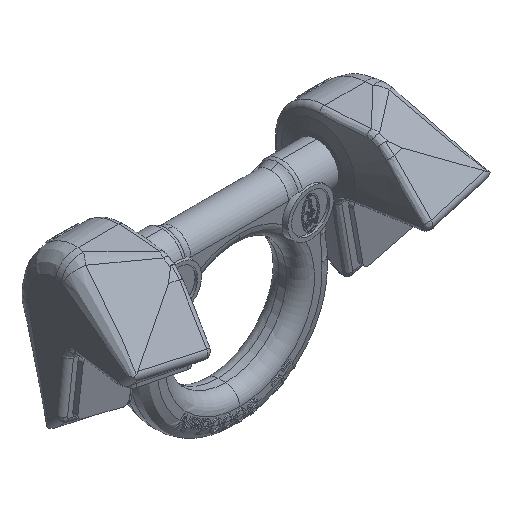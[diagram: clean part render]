
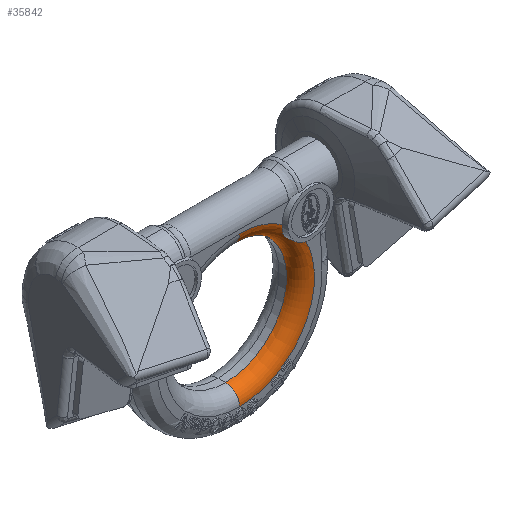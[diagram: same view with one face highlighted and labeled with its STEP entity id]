
A CAD part, isometric view. The second image highlights one B-rep face of the part: STEP entity #35842.
In plain terms, the highlighted toroidal (fillet/blend) face has major radius 29.5 mm and minor radius 5.5 mm.
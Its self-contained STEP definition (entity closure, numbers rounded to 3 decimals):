
#14290=CARTESIAN_POINT('',(-16.793,6.746,7.));
#14291=CARTESIAN_POINT('',(-16.803,7.103,7.));
#14292=CARTESIAN_POINT('',(-16.857,7.837,
6.956));
#14293=CARTESIAN_POINT('',(-17.093,9.044,
6.756));
#14294=CARTESIAN_POINT('',(-17.465,10.156,
6.501));
#14295=CARTESIAN_POINT('',(-17.923,11.121,
6.274));
#14296=CARTESIAN_POINT('',(-18.446,11.958,
6.115));
#14297=CARTESIAN_POINT('',(-19.027,12.693,
6.042));
#14298=CARTESIAN_POINT('',(-19.666,13.342,
6.061));
#14299=CARTESIAN_POINT('',(-20.349,13.901,
6.16));
#14300=CARTESIAN_POINT('',(-21.016,14.344,
6.302));
#14301=CARTESIAN_POINT('',(-21.635,14.685,
6.45));
#14302=CARTESIAN_POINT('',(-22.223,14.955,
6.591));
#14303=CARTESIAN_POINT('',(-22.797,15.174,
6.719));
#14304=CARTESIAN_POINT('',(-23.38,15.355,
6.832));
#14305=CARTESIAN_POINT('',(-23.979,15.501,
6.924));
#14306=CARTESIAN_POINT('',(-24.589,15.61,
6.985));
#14307=CARTESIAN_POINT('',(-25.001,15.658,7.));
#14308=CARTESIAN_POINT('',(-25.208,15.676,7.));
#14310=CARTESIAN_POINT('',(0.,31.,7.));
#14311=DIRECTION('',(0.,0.,-1.));
#14312=DIRECTION('',(-0.854,-0.519,0.));
#14313=AXIS2_PLACEMENT_3D('',#14310,#14311,#14312);
#14315=CARTESIAN_POINT('',(0.,31.,1.5));
#14316=DIRECTION('',(0.,0.,-1.));
#14317=DIRECTION('',(0.,-1.,0.));
#14318=AXIS2_PLACEMENT_3D('',#14315,#14316,#14317);
#14320=CARTESIAN_POINT('',(0.,1.5,1.5));
#14321=DIRECTION('',(-1.,0.,0.));
#14322=DIRECTION('',(0.,0.,1.));
#14323=AXIS2_PLACEMENT_3D('',#14320,#14321,#14322);
#14325=CARTESIAN_POINT('',(0.,31.,7.));
#14326=DIRECTION('',(0.,0.,-1.));
#14327=DIRECTION('',(0.,-1.,0.));
#14328=AXIS2_PLACEMENT_3D('',#14325,#14326,#14327);
#14360=CARTESIAN_POINT('',(0.,60.5,1.5));
#14361=DIRECTION('',(1.,0.,0.));
#14362=DIRECTION('',(0.,0.,1.));
#14363=AXIS2_PLACEMENT_3D('',#14360,#14361,#14362);
#21678=CARTESIAN_POINT('',(-25.208,15.676,7.));
#21680=VERTEX_POINT('',#21678);
#22142=CARTESIAN_POINT('',(-16.793,6.746,7.));
#22143=VERTEX_POINT('',#22142);
#22168=CARTESIAN_POINT('',(0.,55.,1.5));
#22169=CARTESIAN_POINT('',(0.,7.,1.5));
#22170=VERTEX_POINT('',#22168);
#22171=VERTEX_POINT('',#22169);
#22172=CARTESIAN_POINT('',(0.,1.5,7.));
#22173=VERTEX_POINT('',#22172);
#22174=CARTESIAN_POINT('',(0.,60.5,7.));
#22175=VERTEX_POINT('',#22174);
#35826=CARTESIAN_POINT('',(0.,31.,1.5));
#35827=DIRECTION('',(0.,0.,1.));
#35828=DIRECTION('',(0.006,-1.,0.));
#35829=AXIS2_PLACEMENT_3D('',#35826,#35827,#35828);
#35830=TOROIDAL_SURFACE('',#35829,29.5,5.5);
#35831=ORIENTED_EDGE('',*,*,#35813,.T.);
#35832=ORIENTED_EDGE('',*,*,#24865,.T.);
#35834=ORIENTED_EDGE('',*,*,#35833,.T.);
#35836=ORIENTED_EDGE('',*,*,#35835,.F.);
#35838=ORIENTED_EDGE('',*,*,#35837,.F.);
#35839=ORIENTED_EDGE('',*,*,#24561,.T.);
#35840=EDGE_LOOP('',(#35831,#35832,#35834,#35836,#35838,#35839));
#35841=FACE_OUTER_BOUND('',#35840,.F.);
#35842=ADVANCED_FACE('',(#35841),#35830,.T.);
#14309=B_SPLINE_CURVE_WITH_KNOTS('',3,(#14290,#14291,#14292,#14293,#14294,
#14295,#14296,#14297,#14298,#14299,#14300,#14301,#14302,#14303,#14304,#14305,
#14306,#14307,#14308),.UNSPECIFIED.,.F.,.F.,(4,1,1,1,1,1,1,1,1,1,1,1,1,1,1,1,4),
(0.,0.063,0.125,0.188,0.25,0.313,0.375,0.438,0.5,0.563,
0.625,0.688,0.75,0.813,0.875,0.938,1.),.UNSPECIFIED.);
#14314=CIRCLE('',#14313,29.5);
#14319=CIRCLE('',#14318,24.);
#14324=CIRCLE('',#14323,5.5);
#14329=CIRCLE('',#14328,29.5);
#14364=CIRCLE('',#14363,5.5);
#24561=EDGE_CURVE('',#22173,#22143,#14329,.T.);
#24865=EDGE_CURVE('',#21680,#22175,#14314,.T.);
#35813=EDGE_CURVE('',#22143,#21680,#14309,.T.);
#35833=EDGE_CURVE('',#22175,#22170,#14364,.T.);
#35835=EDGE_CURVE('',#22171,#22170,#14319,.T.);
#35837=EDGE_CURVE('',#22173,#22171,#14324,.T.);
